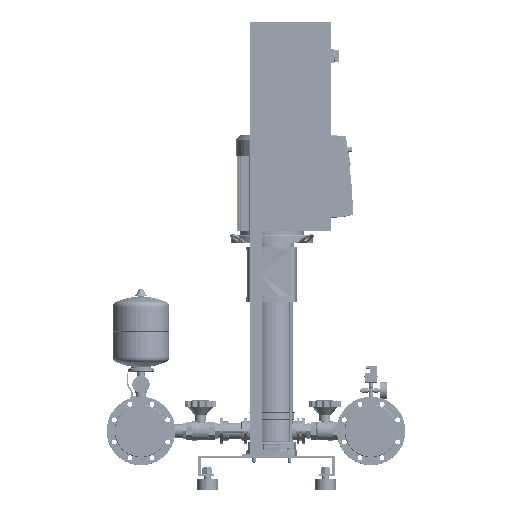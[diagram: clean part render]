
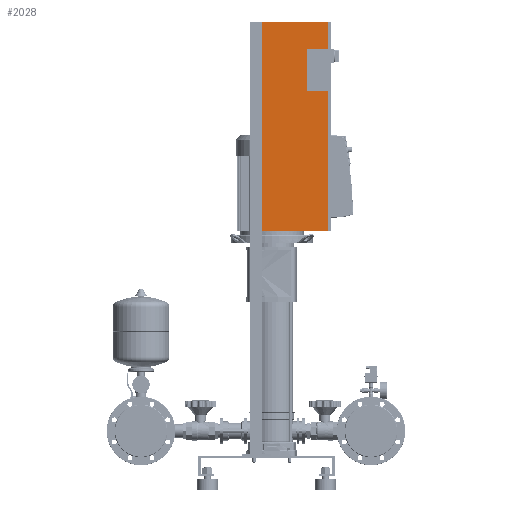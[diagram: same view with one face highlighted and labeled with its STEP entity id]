
A CAD part, left-side view. The second image highlights one B-rep face of the part: STEP entity #2028.
In plain terms, the highlighted planar face has unit normal (-1, 0, 0).
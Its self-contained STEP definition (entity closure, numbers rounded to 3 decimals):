
#1378=CARTESIAN_POINT('',(-800.,-224.5,1455.));
#1379=VERTEX_POINT('',#1378);
#1394=CARTESIAN_POINT('',(-800.,-149.5,1455.));
#1395=VERTEX_POINT('',#1394);
#1402=CARTESIAN_POINT('',(-800.,-224.5,1455.));
#1403=DIRECTION('',(0.0,1.0,0.0));
#1404=VECTOR('',#1403,75.0);
#1405=LINE('',#1402,#1404);
#1406=EDGE_CURVE('',#1379,#1395,#1405,.T.);
#1418=CARTESIAN_POINT('',(-800.,-149.5,1605.));
#1419=VERTEX_POINT('',#1418);
#1434=CARTESIAN_POINT('',(-800.,-224.5,1605.));
#1435=VERTEX_POINT('',#1434);
#1442=CARTESIAN_POINT('',(-800.,-149.5,1605.));
#1443=DIRECTION('',(0.0,-1.0,0.0));
#1444=VECTOR('',#1443,75.0);
#1445=LINE('',#1442,#1444);
#1446=EDGE_CURVE('',#1419,#1435,#1445,.T.);
#1464=CARTESIAN_POINT('',(-800.,-149.5,1455.));
#1465=DIRECTION('',(0.0,0.0,1.0));
#1466=VECTOR('',#1465,150.0);
#1467=LINE('',#1464,#1466);
#1468=EDGE_CURVE('',#1395,#1419,#1467,.T.);
#1823=CARTESIAN_POINT('',(-800.0,-224.5,945.0));
#1824=VERTEX_POINT('',#1823);
#1825=CARTESIAN_POINT('',(-800.0,-224.5,945.0));
#1826=DIRECTION('',(0.0,0.0,1.0));
#1827=VECTOR('',#1826,510.);
#1828=LINE('',#1825,#1827);
#1829=EDGE_CURVE('',#1824,#1379,#1828,.T.);
#1847=CARTESIAN_POINT('',(-800.,-224.5,1705.0));
#1848=VERTEX_POINT('',#1847);
#1855=CARTESIAN_POINT('',(-800.,-224.5,1605.));
#1856=DIRECTION('',(0.0,0.0,1.0));
#1857=VECTOR('',#1856,100.);
#1858=LINE('',#1855,#1857);
#1859=EDGE_CURVE('',#1435,#1848,#1858,.T.);
#1902=CARTESIAN_POINT('',(-800.,15.,1705.0));
#1903=VERTEX_POINT('',#1902);
#1910=CARTESIAN_POINT('',(-800.,15.,1705.0));
#1911=DIRECTION('',(0.0,-1.0,0.0));
#1912=VECTOR('',#1911,239.5);
#1913=LINE('',#1910,#1912);
#1914=EDGE_CURVE('',#1903,#1848,#1913,.T.);
#1990=CARTESIAN_POINT('',(-800.0,15.0,945.0));
#1991=VERTEX_POINT('',#1990);
#1992=CARTESIAN_POINT('',(-800.0,15.0,945.0));
#1993=DIRECTION('',(0.0,-1.0,0.0));
#1994=VECTOR('',#1993,239.5);
#1995=LINE('',#1992,#1994);
#1996=EDGE_CURVE('',#1991,#1824,#1995,.T.);
#2008=CARTESIAN_POINT('',(-800.0,15.0,945.0));
#2009=DIRECTION('',(-1.0,0.0,0.0));
#2010=DIRECTION('',(0.0,-1.0,0.0));
#2011=AXIS2_PLACEMENT_3D('',#2008,#2009,#2010);
#2012=PLANE('',#2011);
#2013=ORIENTED_EDGE('',*,*,#1446,.T.);
#2014=ORIENTED_EDGE('',*,*,#1859,.T.);
#2015=ORIENTED_EDGE('',*,*,#1914,.F.);
#2016=CARTESIAN_POINT('',(-800.,15.,1705.0));
#2017=DIRECTION('',(0.0,0.0,-1.0));
#2018=VECTOR('',#2017,760.0);
#2019=LINE('',#2016,#2018);
#2020=EDGE_CURVE('',#1903,#1991,#2019,.T.);
#2021=ORIENTED_EDGE('',*,*,#2020,.T.);
#2022=ORIENTED_EDGE('',*,*,#1996,.T.);
#2023=ORIENTED_EDGE('',*,*,#1829,.T.);
#2024=ORIENTED_EDGE('',*,*,#1406,.T.);
#2025=ORIENTED_EDGE('',*,*,#1468,.T.);
#2026=EDGE_LOOP('',(#2013,#2014,#2015,#2021,#2022,#2023,#2024,#2025));
#2027=FACE_OUTER_BOUND('',#2026,.T.);
#2028=ADVANCED_FACE('',(#2027),#2012,.T.);
